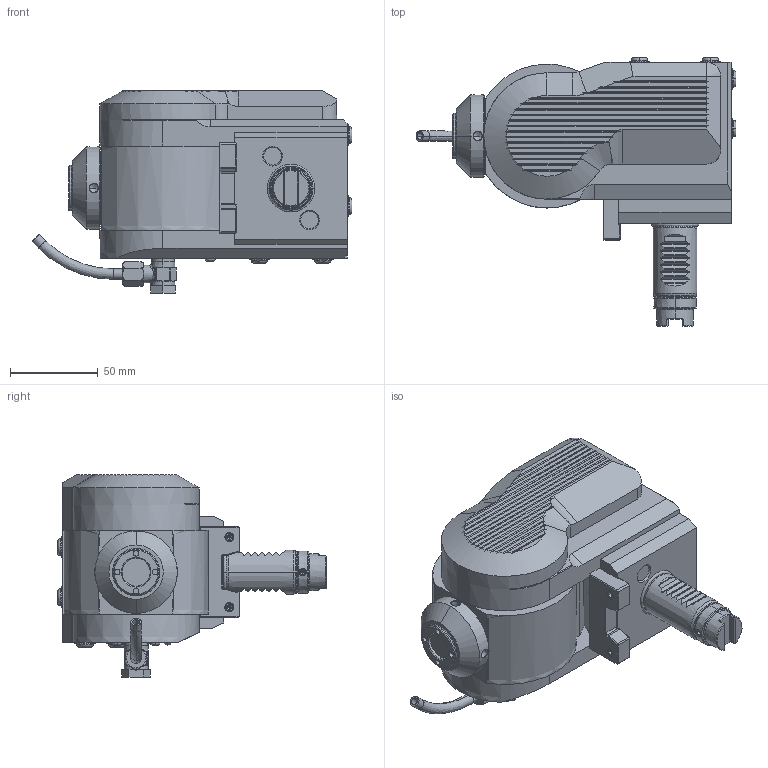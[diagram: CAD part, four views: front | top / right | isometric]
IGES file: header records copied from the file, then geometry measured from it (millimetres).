
Start section:  PTC IGES file: ngt1_25_565_20_2_3_1_1_5.igs
Global section: file name: ngt1_25_565_20_2_3_1_1_5.igs; native system: Pro/ENGINEER by Parametric Technology Corporation; preprocessor: 2010280; author: vali; organization: Unknown; date: 20250618.135539; units: millimetre
Bounding box: 182.42 x 153.25 x 115.4 mm (x, y, z)
Volume: 1032853.5 mm3; surface area: 86039 mm2
Topology: 1 solids, 3 shells, 971 faces, 2301 edges, 1381 vertices
Faces by surface type: bspline 540, revolution 431
